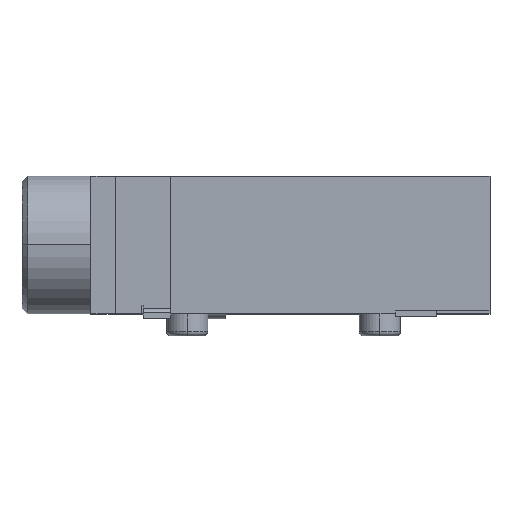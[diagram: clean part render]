
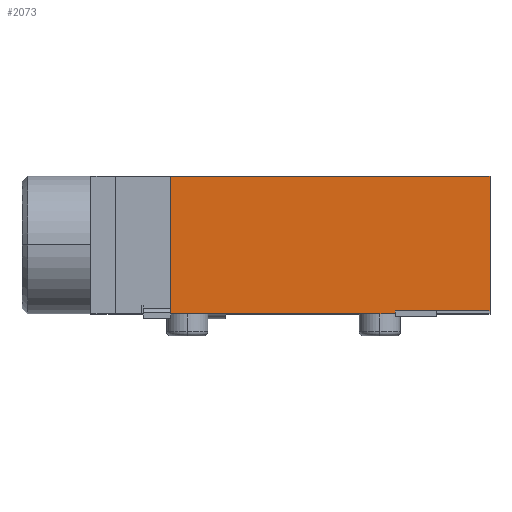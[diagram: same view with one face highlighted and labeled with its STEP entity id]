
A CAD part, top view. The second image highlights one B-rep face of the part: STEP entity #2073.
In plain terms, the highlighted planar face has unit normal (0, 0, 1).
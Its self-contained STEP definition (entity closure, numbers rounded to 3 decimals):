
#34 = VERTEX_POINT ( 'NONE', #1651 ) ;
#62 = LINE ( 'NONE', #239, #2411 ) ;
#88 = CARTESIAN_POINT ( 'NONE',  ( 7.25, 5.017, 3. ) ) ;
#109 = VECTOR ( 'NONE', #1553, 1000. ) ;
#120 = LINE ( 'NONE', #2547, #2097 ) ;
#174 = VERTEX_POINT ( 'NONE', #230 ) ;
#182 = LINE ( 'NONE', #1730, #2286 ) ;
#230 = CARTESIAN_POINT ( 'NONE',  ( 7.25, 0.117, 3. ) ) ;
#239 = CARTESIAN_POINT ( 'NONE',  ( 7.25, 0.017, 3. ) ) ;
#280 = CARTESIAN_POINT ( 'NONE',  ( 7.25, 5.017, 3. ) ) ;
#394 = DIRECTION ( 'NONE',  ( -1., 0., 0. ) ) ;
#596 = ORIENTED_EDGE ( 'NONE', *, *, #2527, .F. ) ;
#603 = CARTESIAN_POINT ( 'NONE',  ( 0., 0.117, 3. ) ) ;
#748 = CARTESIAN_POINT ( 'NONE',  ( 3.8, 0.017, 3. ) ) ;
#841 = CARTESIAN_POINT ( 'NONE',  ( 7.25, 5.017, 3. ) ) ;
#874 = EDGE_CURVE ( 'NONE', #2181, #2555, #2008, .T. ) ;
#984 = VECTOR ( 'NONE', #394, 1000. ) ;
#1087 = DIRECTION ( 'NONE',  ( -1., 0., 0. ) ) ;
#1100 = PLANE ( 'NONE',  #1864 ) ;
#1166 = ORIENTED_EDGE ( 'NONE', *, *, #1514, .F. ) ;
#1213 = VERTEX_POINT ( 'NONE', #1818 ) ;
#1249 = ORIENTED_EDGE ( 'NONE', *, *, #2019, .F. ) ;
#1289 = DIRECTION ( 'NONE',  ( -1., 0., 0. ) ) ;
#1338 = VECTOR ( 'NONE', #2095, 1000. ) ;
#1402 = EDGE_CURVE ( 'NONE', #174, #1213, #2480, .T. ) ;
#1440 = ORIENTED_EDGE ( 'NONE', *, *, #1495, .T. ) ;
#1495 = EDGE_CURVE ( 'NONE', #2555, #34, #120, .T. ) ;
#1514 = EDGE_CURVE ( 'NONE', #1213, #1681, #182, .T. ) ;
#1553 = DIRECTION ( 'NONE',  ( 0., -1., 0. ) ) ;
#1599 = ORIENTED_EDGE ( 'NONE', *, *, #1402, .F. ) ;
#1651 = CARTESIAN_POINT ( 'NONE',  ( -4.35, 0.017, 3. ) ) ;
#1681 = VERTEX_POINT ( 'NONE', #748 ) ;
#1730 = CARTESIAN_POINT ( 'NONE',  ( 3.8, 0.117, 3. ) ) ;
#1818 = CARTESIAN_POINT ( 'NONE',  ( 3.8, 0.117, 3. ) ) ;
#1819 = ORIENTED_EDGE ( 'NONE', *, *, #874, .T. ) ;
#1864 = AXIS2_PLACEMENT_3D ( 'NONE', #2348, #2183, #1087 ) ;
#1891 = LINE ( 'NONE', #280, #109 ) ;
#1897 = CARTESIAN_POINT ( 'NONE',  ( -4.35, 5.017, 3. ) ) ;
#2008 = LINE ( 'NONE', #841, #984 ) ;
#2019 = EDGE_CURVE ( 'NONE', #2181, #174, #1891, .T. ) ;
#2073 = ADVANCED_FACE ( 'NONE', ( #2115 ), #1100, .F. ) ;
#2095 = DIRECTION ( 'NONE',  ( -1., 0., 0. ) ) ;
#2097 = VECTOR ( 'NONE', #2352, 1000. ) ;
#2115 = FACE_OUTER_BOUND ( 'NONE', #2623, .T. ) ;
#2169 = DIRECTION ( 'NONE',  ( 0., -1., 0. ) ) ;
#2181 = VERTEX_POINT ( 'NONE', #88 ) ;
#2183 = DIRECTION ( 'NONE',  ( 0., 0., -1. ) ) ;
#2286 = VECTOR ( 'NONE', #2169, 1000. ) ;
#2348 = CARTESIAN_POINT ( 'NONE',  ( 7.25, 5.017, 3. ) ) ;
#2352 = DIRECTION ( 'NONE',  ( 0., -1., 0. ) ) ;
#2411 = VECTOR ( 'NONE', #1289, 1000. ) ;
#2480 = LINE ( 'NONE', #603, #1338 ) ;
#2527 = EDGE_CURVE ( 'NONE', #1681, #34, #62, .T. ) ;
#2547 = CARTESIAN_POINT ( 'NONE',  ( -4.35, 5.017, 3. ) ) ;
#2555 = VERTEX_POINT ( 'NONE', #1897 ) ;
#2623 = EDGE_LOOP ( 'NONE', ( #1166, #1599, #1249, #1819, #1440, #596 ) ) ;
